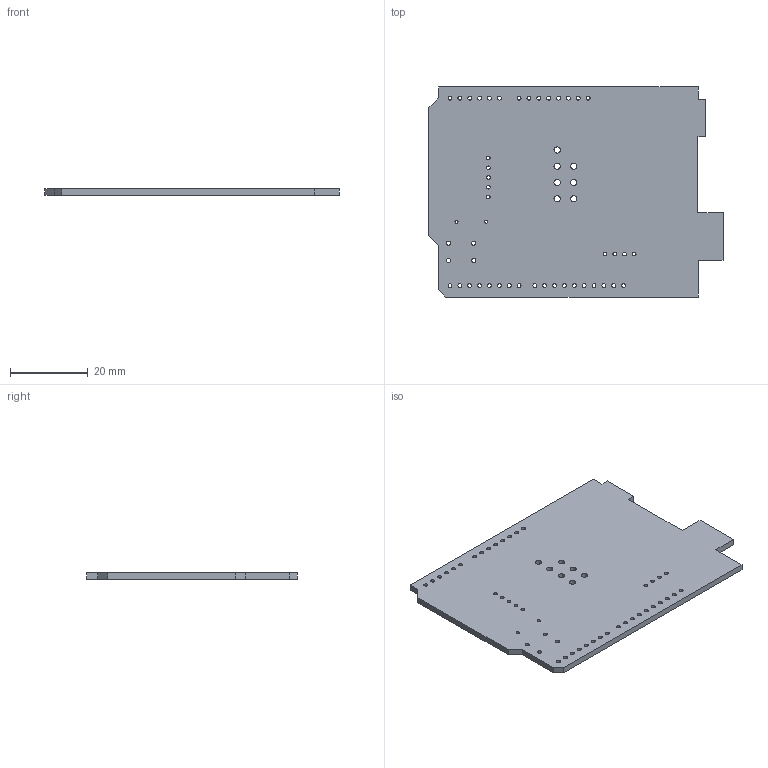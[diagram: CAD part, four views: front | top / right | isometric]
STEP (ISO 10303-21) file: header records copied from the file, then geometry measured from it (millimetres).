
FILE_DESCRIPTION(('KiCad electronic assembly'),'2;1');
FILE_NAME('AS-EXTN-UNO-01.step','2022-11-26T18:28:12',('Pcbnew'),( 'Kicad'),'Open CASCADE STEP processor 7.6','KiCad to STEP converter' ,'Unknown');
FILE_SCHEMA(('AUTOMOTIVE_DESIGN { 1 0 10303 214 1 1 1 1 }'));
Length unit declared in the file: millimetre
Products named in the file (2): AS-EXTN-UNO-01 1; AS-EXTN-UNO-01 PCB
Assembly tree (1 placements, depth 2):
  AS-EXTN-UNO-01 1
    AS-EXTN-UNO-01 PCB
Bounding box: 75.74 x 54.1 x 1.6 mm (x, y, z)
Volume: 5994.3 mm3; surface area: 8198.5 mm2
Topology: 1 solids, 1 shells, 73 faces, 213 edges, 142 vertices
Faces by surface type: cylinder 54, plane 19
Full cylindrical faces by diameter (mm): 0.8 x2, 0.95 x9, 1 x32, 1.1 x4, 1.6 x7
Entity records: 5831 total; most frequent: CARTESIAN_POINT 1504, DIRECTION 789, ORIENTED_EDGE 426, PCURVE 426, DEFINITIONAL_REPRESENTATION 426, LINE 423, VECTOR 423, EDGE_CURVE 213
